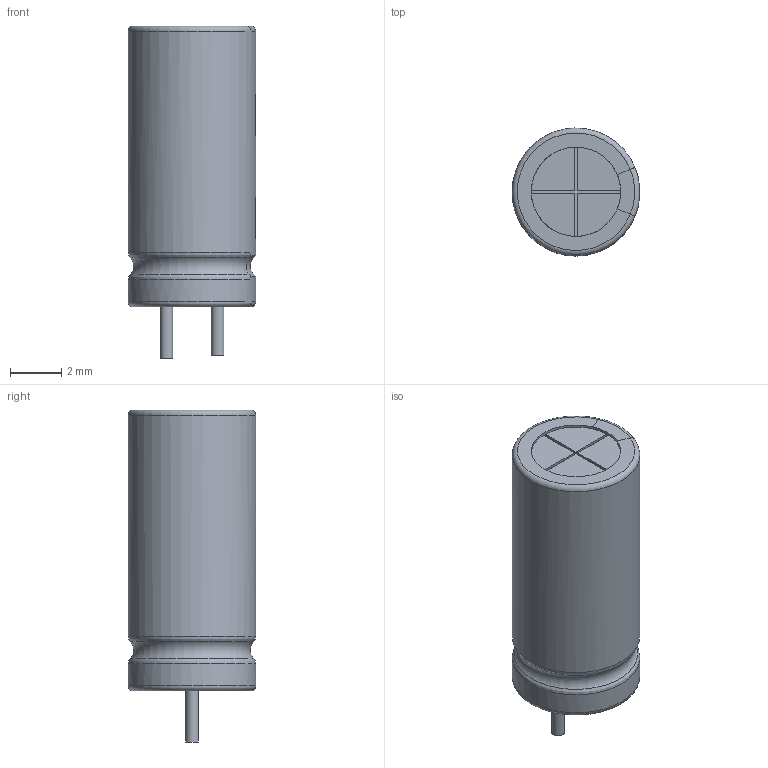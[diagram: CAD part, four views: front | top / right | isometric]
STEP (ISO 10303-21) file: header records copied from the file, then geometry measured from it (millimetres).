
FILE_DESCRIPTION(/* description */ ('model of CP_Radial_D5.0mm_H11.0mm_P2.00mm'),/* implementation_level */ '2;1');
FILE_NAME(/* name */ 'CP_Radial_D5.0mm_H11.0mm_P2.00mm.step',/* time_stamp */ '1970-01-01T00:00:00',/* author */ ('KiCAD','kicad'),/* organization */ ('OCCT'),/* preprocessor_version */ '',/* originating_system */ 'KiCAD',/* authorisation */ '');
FILE_SCHEMA(('AUTOMOTIVE_DESIGN { 1 0 10303 214 1 1 1 1 }'));
Length unit declared in the file: millimetre
Products named in the file (1): CP_Radial_D5.0mm_H11.0mm_P2.00mm
Bounding box: 5 x 5 x 13 mm (x, y, z)
Volume: 210.8 mm3; surface area: 242 mm2
Topology: 1 solids, 2 shells, 49 faces, 120 edges, 79 vertices
Faces by surface type: plane 27, cylinder 14, torus 6, bspline 2
Full cylindrical faces by diameter (mm): 0.5 x2
Entity records: 1320 total; most frequent: CARTESIAN_POINT 425, ORIENTED_EDGE 197, EDGE_CURVE 120, VERTEX_POINT 79, AXIS2_PLACEMENT_3D 65, FACE_BOUND 53, EDGE_LOOP 53, LINE 50
